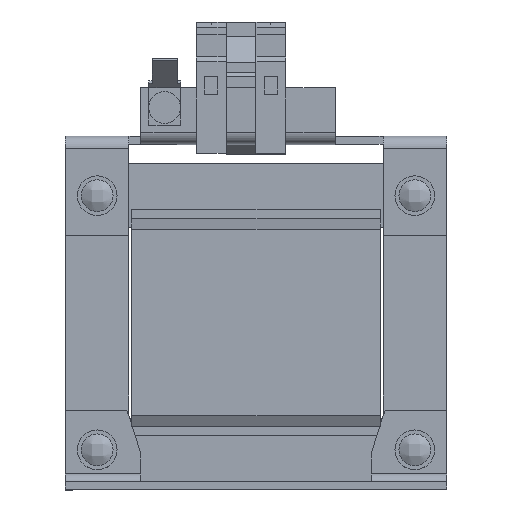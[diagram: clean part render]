
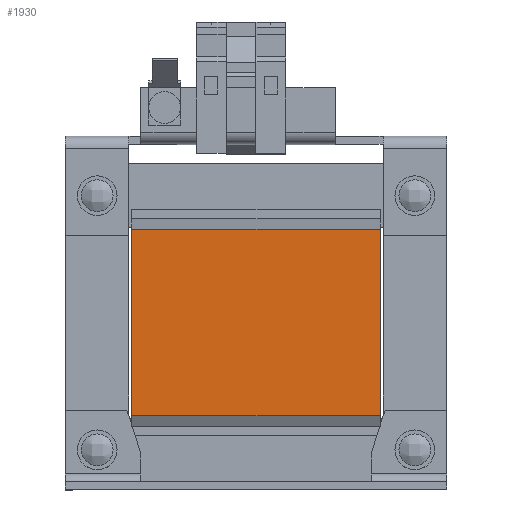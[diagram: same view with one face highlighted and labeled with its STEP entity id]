
A CAD part, top view. The second image highlights one B-rep face of the part: STEP entity #1930.
In plain terms, the highlighted planar face has unit normal (0, 0, 1).
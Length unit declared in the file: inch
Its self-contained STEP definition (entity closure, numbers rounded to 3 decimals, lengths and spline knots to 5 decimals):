
#34 = CARTESIAN_POINT ( 'NONE',  ( 1.23228, 0.9252, 1.46654 ) ) ;
#370 = DIRECTION ( 'NONE',  ( -1., 0., 0. ) ) ;
#450 = EDGE_CURVE ( 'NONE', #6382, #5024, #8600, .T. ) ;
#452 = VERTEX_POINT ( 'NONE', #7730 ) ;
#554 = FACE_OUTER_BOUND ( 'NONE', #656, .T. ) ;
#656 = EDGE_LOOP ( 'NONE', ( #7006, #7525, #2880, #8131 ) ) ;
#1214 = EDGE_CURVE ( 'NONE', #6382, #452, #9572, .T. ) ;
#1381 = DIRECTION ( 'NONE',  ( 0., 0., -1. ) ) ;
#1698 = LINE ( 'NONE', #10832, #5982 ) ;
#1930 = ADVANCED_FACE ( 'NONE', ( #554 ), #4815, .F. ) ;
#2031 = CARTESIAN_POINT ( 'NONE',  ( -1.23228, -0.9252, 1.46654 ) ) ;
#2880 = ORIENTED_EDGE ( 'NONE', *, *, #1214, .F. ) ;
#3048 = CARTESIAN_POINT ( 'NONE',  ( -1.23228, 0., 1.46654 ) ) ;
#3640 = EDGE_CURVE ( 'NONE', #5024, #5888, #1698, .T. ) ;
#4815 = PLANE ( 'NONE',  #6133 ) ;
#5024 = VERTEX_POINT ( 'NONE', #34 ) ;
#5888 = VERTEX_POINT ( 'NONE', #6669 ) ;
#5982 = VECTOR ( 'NONE', #9296, 39.37008 ) ;
#6133 = AXIS2_PLACEMENT_3D ( 'NONE', #3048, #1381, #7298 ) ;
#6370 = VECTOR ( 'NONE', #8093, 39.37008 ) ;
#6382 = VERTEX_POINT ( 'NONE', #10260 ) ;
#6669 = CARTESIAN_POINT ( 'NONE',  ( -1.23228, 0.9252, 1.46654 ) ) ;
#6989 = VECTOR ( 'NONE', #7893, 39.37008 ) ;
#7006 = ORIENTED_EDGE ( 'NONE', *, *, #3640, .T. ) ;
#7252 = EDGE_CURVE ( 'NONE', #452, #5888, #9732, .T. ) ;
#7298 = DIRECTION ( 'NONE',  ( 0., 1., 0. ) ) ;
#7525 = ORIENTED_EDGE ( 'NONE', *, *, #7252, .F. ) ;
#7730 = CARTESIAN_POINT ( 'NONE',  ( -1.23228, -0.9252, 1.46654 ) ) ;
#7893 = DIRECTION ( 'NONE',  ( 0., 1., 0. ) ) ;
#8093 = DIRECTION ( 'NONE',  ( 0., 1., 0. ) ) ;
#8131 = ORIENTED_EDGE ( 'NONE', *, *, #450, .T. ) ;
#8547 = CARTESIAN_POINT ( 'NONE',  ( 1.23228, 0., 1.46654 ) ) ;
#8600 = LINE ( 'NONE', #8547, #6989 ) ;
#8813 = CARTESIAN_POINT ( 'NONE',  ( -1.23228, 0., 1.46654 ) ) ;
#9296 = DIRECTION ( 'NONE',  ( -1., 0., 0. ) ) ;
#9572 = LINE ( 'NONE', #2031, #9976 ) ;
#9732 = LINE ( 'NONE', #8813, #6370 ) ;
#9976 = VECTOR ( 'NONE', #370, 39.37008 ) ;
#10260 = CARTESIAN_POINT ( 'NONE',  ( 1.23228, -0.9252, 1.46654 ) ) ;
#10832 = CARTESIAN_POINT ( 'NONE',  ( -1.23228, 0.9252, 1.46654 ) ) ;
